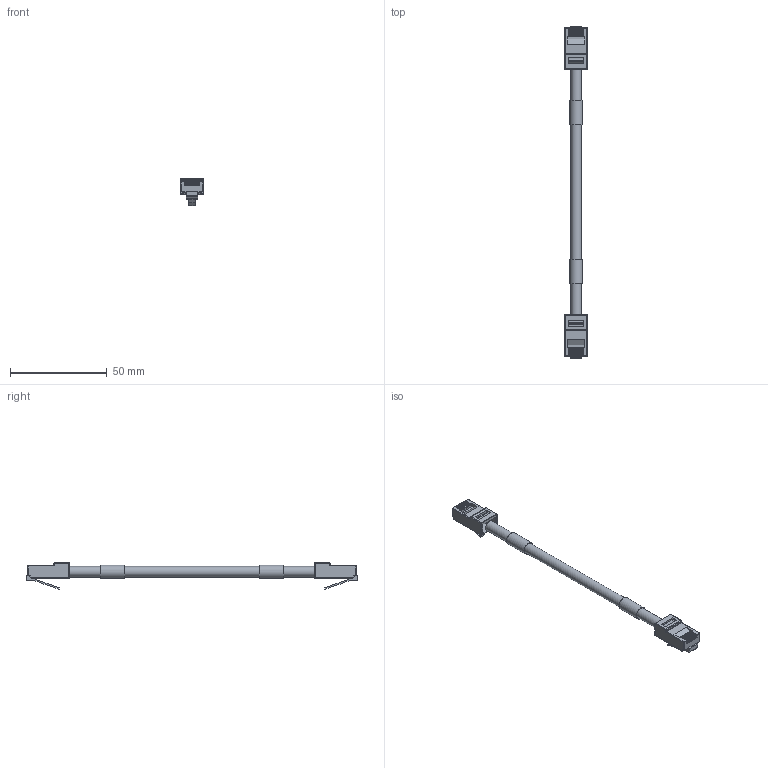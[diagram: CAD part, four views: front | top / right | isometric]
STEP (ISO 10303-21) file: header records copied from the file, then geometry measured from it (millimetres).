
FILE_DESCRIPTION (( 'STEP AP214' ), '1' );
FILE_NAME ('TRD855.STEP', '2018-04-06T12:41:41', ( '' ), ( '' ), 'SwSTEP 2.0', 'SolidWorks 2017', '' );
FILE_SCHEMA (( 'AUTOMOTIVE_DESIGN' ));
Length unit declared in the file: inch
Products named in the file (8): 1AW01-004_.24 X .50; 1AL03-030; 1AD02-008_with crimped pins; 1AD02-008-MA3; 1AD02-008-MA2; 1AD02-008-MA1; 1AD02-008; TRD855
Assembly tree (15 placements, depth 3):
  TRD855
    1AD02-008_with crimped pins  x2
      1AD02-008
      1AD02-008-MA1
      1AD02-008-MA2
      1AD02-008-MA3
    1AL03-030
    1AW01-004_.24 X .50  x2
Bounding box: 11.68 x 171.9 x 14 mm (x, y, z)
Volume: 5128.9 mm3; surface area: 8306.5 mm2
Topology: 23 solids, 23 shells, 1353 faces, 3717 edges, 2352 vertices
Faces by surface type: plane 1024, cylinder 255, bspline 54, sphere 16, torus 4
Full cylindrical faces by diameter (mm): 1.016 x4, 5.461 x1, 6.096 x2, 6.604 x2
Entity records: 14521 total; most frequent: CARTESIAN_POINT 3512, ORIENTED_EDGE 2340, DIRECTION 2042, EDGE_CURVE 1170, VECTOR 892, LINE 892, VERTEX_POINT 751, AXIS2_PLACEMENT_3D 575
